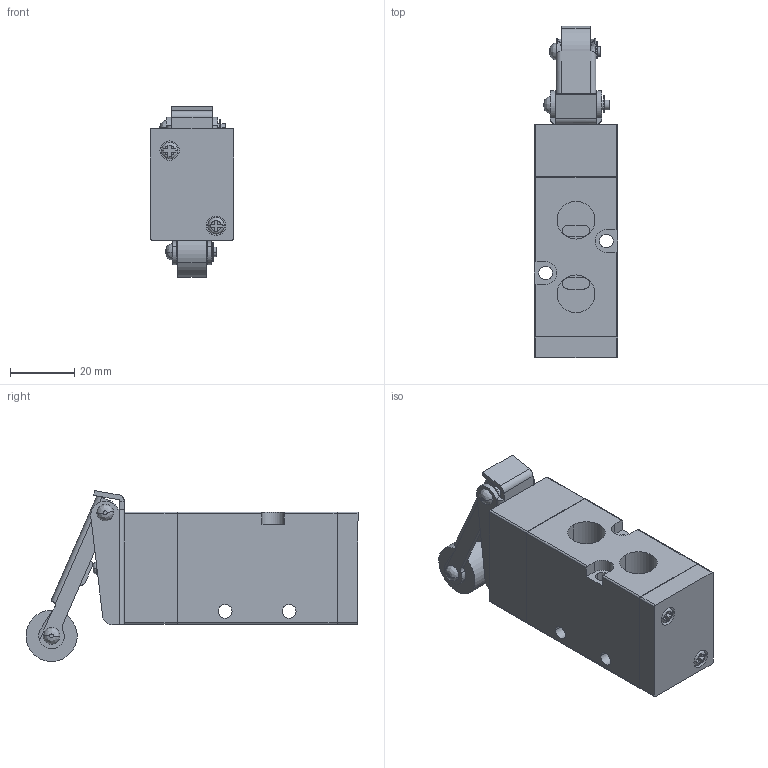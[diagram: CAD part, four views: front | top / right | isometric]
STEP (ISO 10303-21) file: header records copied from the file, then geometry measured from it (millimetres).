
FILE_DESCRIPTION (( 'STEP AP203' ), '1' );
FILE_NAME ('MSV-86522R.step', '2017-02-27T23:57:19', ( '' ), ( '' ), 'SwSTEP 2.0', 'SolidWorks 2016', '' );
FILE_SCHEMA (( 'CONFIG_CONTROL_DESIGN' ));
Length unit declared in the file: millimetre
Products named in the file (1): MSV-86522R
Bounding box: 26 x 103.74 x 53.38 mm (x, y, z)
Volume: 65643.7 mm3; surface area: 25686.8 mm2
Topology: 15 solids, 15 shells, 463 faces, 1184 edges, 780 vertices
Faces by surface type: plane 240, cylinder 199, bspline 24
Entity records: 14717 total; most frequent: CARTESIAN_POINT 3418, ORIENTED_EDGE 2368, DIRECTION 2328, EDGE_CURVE 1184, AXIS2_PLACEMENT_3D 860, VERTEX_POINT 780, LINE 608, VECTOR 608
